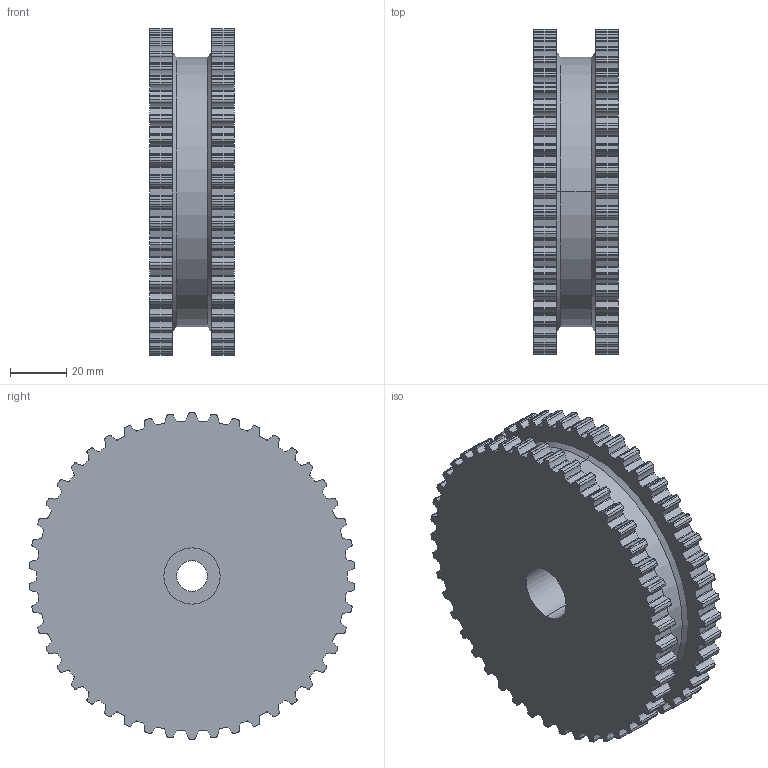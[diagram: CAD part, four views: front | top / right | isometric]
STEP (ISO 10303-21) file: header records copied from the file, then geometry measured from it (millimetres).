
FILE_DESCRIPTION (( 'STEP AP203' ), '1' );
FILE_NAME ('STS-S8M-46 Pulley Wheel new.STEP', '2024-11-19T09:06:58', ( '' ), ( '' ), 'SwSTEP 2.0', 'SolidWorks 2024', '' );
FILE_SCHEMA (( 'CONFIG_CONTROL_DESIGN' ));
Length unit declared in the file: millimetre
Products named in the file (1): STS-S8M-46 Pulley Wheel new
Bounding box: 30 x 115.58 x 115.77 mm (x, y, z)
Volume: 253899.5 mm3; surface area: 38589.7 mm2
Topology: 1 solids, 1 shells, 821 faces, 2444 edges, 1628 vertices
Faces by surface type: cylinder 812, plane 5, cone 4
Entity records: 28655 total; most frequent: DIRECTION 5716, CARTESIAN_POINT 4894, ORIENTED_EDGE 4888, AXIS2_PLACEMENT_3D 2450, EDGE_CURVE 2444, VERTEX_POINT 1628, CIRCLE 1628, EDGE_LOOP 826
